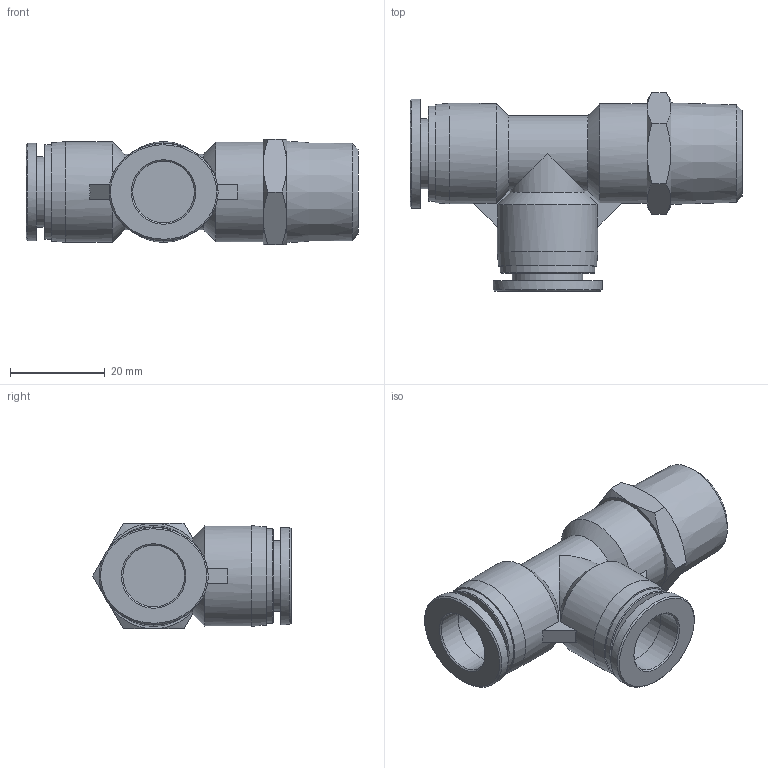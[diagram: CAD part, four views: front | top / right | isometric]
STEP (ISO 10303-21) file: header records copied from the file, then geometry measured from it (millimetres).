
FILE_DESCRIPTION((''),'2;1');
FILE_NAME('PST 1_2-N04U.stp','2016-10-17T14:59:12',('Administrator'),(''),'Autodesk Inventor 2013','Autodesk Inventor 2013','');
FILE_SCHEMA(('CONFIG_CONTROL_DESIGN'));
Length unit declared in the file: millimetre
Products named in the file (4): PST 1_2-N04U; NL 1_2-NPT1_2 BODY; NST N1_2 BODY; SLEEVE N1_2L
Assembly tree (4 placements, depth 2):
  PST 1_2-N04U
    NL 1_2-NPT1_2 BODY
    NST N1_2 BODY
    SLEEVE N1_2L  x2
Bounding box: 70 x 41.83 x 22.23 mm (x, y, z)
Volume: 22592.3 mm3; surface area: 10819.6 mm2
Topology: 4 solids, 4 shells, 78 faces, 166 edges, 102 vertices
Faces by surface type: plane 36, cone 24, cylinder 14, bspline 4
Full cylindrical faces by diameter (mm): 13 x4, 14.8 x2, 20 x2, 21 x1, 21.2 x2
Entity records: 1948 total; most frequent: CARTESIAN_POINT 477, DIRECTION 299, ORIENTED_EDGE 264, EDGE_CURVE 132, AXIS2_PLACEMENT_3D 128, VERTEX_POINT 90, EDGE_LOOP 89, FACE_OUTER_BOUND 67
